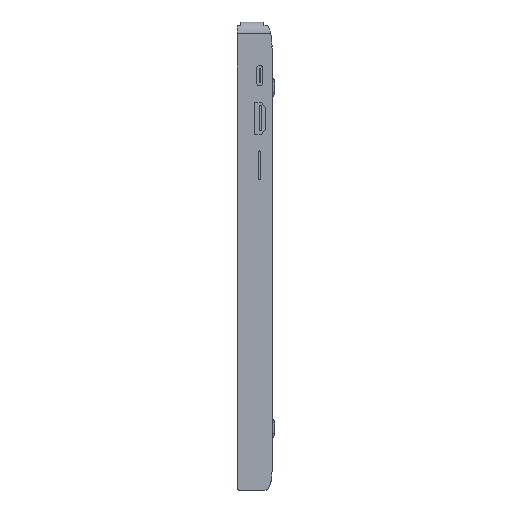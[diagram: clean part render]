
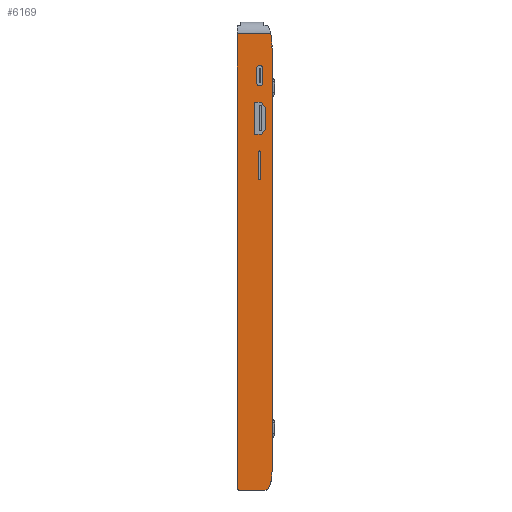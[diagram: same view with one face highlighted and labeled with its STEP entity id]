
A CAD part, left-side view. The second image highlights one B-rep face of the part: STEP entity #6169.
In plain terms, the highlighted planar face has unit normal (-1, 0, 0).
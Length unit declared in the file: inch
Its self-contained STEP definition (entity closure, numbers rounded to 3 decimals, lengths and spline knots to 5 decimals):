
#34=ELLIPSE('',#6555,0.33184,0.10153);
#35=ELLIPSE('',#6556,0.3825,0.09829);
#154=FACE_BOUND('',#980,.T.);
#155=FACE_BOUND('',#981,.T.);
#156=FACE_BOUND('',#982,.T.);
#194=CIRCLE('',#6518,0.02154);
#196=CIRCLE('',#6522,0.02154);
#202=CIRCLE('',#6546,0.0518);
#204=CIRCLE('',#6550,0.0518);
#206=CIRCLE('',#6554,0.02);
#625=FACE_OUTER_BOUND('',#979,.T.);
#979=EDGE_LOOP('',(#4220,#4221,#4222,#4223,#4224,#4225,#4226));
#980=EDGE_LOOP('',(#4227,#4228,#4229,#4230));
#981=EDGE_LOOP('',(#4231,#4232,#4233,#4234,#4235,#4236));
#982=EDGE_LOOP('',(#4237,#4238,#4239,#4240));
#1346=LINE('',#9026,#1966);
#1351=LINE('',#9040,#1971);
#1366=LINE('',#9075,#1986);
#1370=LINE('',#9083,#1990);
#1373=LINE('',#9089,#1993);
#1376=LINE('',#9095,#1996);
#1379=LINE('',#9101,#1999);
#1382=LINE('',#9106,#2002);
#1392=LINE('',#9136,#2012);
#1397=LINE('',#9150,#2017);
#1400=LINE('',#9161,#2020);
#1401=LINE('',#9163,#2021);
#1402=LINE('',#9167,#2022);
#1403=LINE('',#9171,#2023);
#1966=VECTOR('',#7148,0.3937);
#1971=VECTOR('',#7161,0.3937);
#1986=VECTOR('',#7194,0.3937);
#1990=VECTOR('',#7200,0.3937);
#1993=VECTOR('',#7205,0.3937);
#1996=VECTOR('',#7210,0.3937);
#1999=VECTOR('',#7215,0.3937);
#2002=VECTOR('',#7220,0.3937);
#2012=VECTOR('',#7250,0.3937);
#2017=VECTOR('',#7263,0.3937);
#2020=VECTOR('',#7276,0.3937);
#2021=VECTOR('',#7277,0.3937);
#2022=VECTOR('',#7280,0.3937);
#2023=VECTOR('',#7283,0.3937);
#2586=VERTEX_POINT('',#9024);
#2587=VERTEX_POINT('',#9025);
#2590=VERTEX_POINT('',#9033);
#2592=VERTEX_POINT('',#9039);
#2602=VERTEX_POINT('',#9073);
#2603=VERTEX_POINT('',#9074);
#2606=VERTEX_POINT('',#9082);
#2608=VERTEX_POINT('',#9088);
#2610=VERTEX_POINT('',#9094);
#2612=VERTEX_POINT('',#9100);
#2622=VERTEX_POINT('',#9134);
#2623=VERTEX_POINT('',#9135);
#2626=VERTEX_POINT('',#9143);
#2628=VERTEX_POINT('',#9149);
#2630=VERTEX_POINT('',#9159);
#2631=VERTEX_POINT('',#9160);
#2632=VERTEX_POINT('',#9162);
#2633=VERTEX_POINT('',#9164);
#2634=VERTEX_POINT('',#9166);
#2635=VERTEX_POINT('',#9168);
#2636=VERTEX_POINT('',#9170);
#3194=EDGE_CURVE('',#2586,#2587,#1346,.T.);
#3198=EDGE_CURVE('',#2590,#2586,#194,.T.);
#3201=EDGE_CURVE('',#2592,#2590,#1351,.T.);
#3204=EDGE_CURVE('',#2587,#2592,#196,.T.);
#3218=EDGE_CURVE('',#2602,#2603,#1366,.T.);
#3222=EDGE_CURVE('',#2606,#2602,#1370,.T.);
#3225=EDGE_CURVE('',#2608,#2606,#1373,.T.);
#3228=EDGE_CURVE('',#2610,#2608,#1376,.T.);
#3231=EDGE_CURVE('',#2612,#2610,#1379,.T.);
#3234=EDGE_CURVE('',#2603,#2612,#1382,.T.);
#3248=EDGE_CURVE('',#2622,#2623,#1392,.T.);
#3252=EDGE_CURVE('',#2626,#2622,#202,.T.);
#3255=EDGE_CURVE('',#2628,#2626,#1397,.T.);
#3258=EDGE_CURVE('',#2623,#2628,#204,.T.);
#3260=EDGE_CURVE('',#2630,#2631,#1400,.T.);
#3261=EDGE_CURVE('',#2630,#2632,#1401,.T.);
#3262=EDGE_CURVE('',#2632,#2633,#206,.T.);
#3263=EDGE_CURVE('',#2633,#2634,#1402,.T.);
#3264=EDGE_CURVE('',#2634,#2635,#34,.T.);
#3265=EDGE_CURVE('',#2635,#2636,#1403,.T.);
#3266=EDGE_CURVE('',#2636,#2631,#35,.T.);
#4220=ORIENTED_EDGE('',*,*,#3260,.F.);
#4221=ORIENTED_EDGE('',*,*,#3261,.T.);
#4222=ORIENTED_EDGE('',*,*,#3262,.T.);
#4223=ORIENTED_EDGE('',*,*,#3263,.T.);
#4224=ORIENTED_EDGE('',*,*,#3264,.T.);
#4225=ORIENTED_EDGE('',*,*,#3265,.T.);
#4226=ORIENTED_EDGE('',*,*,#3266,.T.);
#4227=ORIENTED_EDGE('',*,*,#3194,.T.);
#4228=ORIENTED_EDGE('',*,*,#3204,.T.);
#4229=ORIENTED_EDGE('',*,*,#3201,.T.);
#4230=ORIENTED_EDGE('',*,*,#3198,.T.);
#4231=ORIENTED_EDGE('',*,*,#3218,.T.);
#4232=ORIENTED_EDGE('',*,*,#3234,.T.);
#4233=ORIENTED_EDGE('',*,*,#3231,.T.);
#4234=ORIENTED_EDGE('',*,*,#3228,.T.);
#4235=ORIENTED_EDGE('',*,*,#3225,.T.);
#4236=ORIENTED_EDGE('',*,*,#3222,.T.);
#4237=ORIENTED_EDGE('',*,*,#3248,.T.);
#4238=ORIENTED_EDGE('',*,*,#3258,.T.);
#4239=ORIENTED_EDGE('',*,*,#3255,.T.);
#4240=ORIENTED_EDGE('',*,*,#3252,.T.);
#5961=PLANE('',#6553);
#6169=ADVANCED_FACE('',(#625,#154,#155,#156),#5961,.F.);
#6518=AXIS2_PLACEMENT_3D('',#9034,#7154,#7155);
#6522=AXIS2_PLACEMENT_3D('',#9045,#7166,#7167);
#6546=AXIS2_PLACEMENT_3D('',#9144,#7256,#7257);
#6550=AXIS2_PLACEMENT_3D('',#9155,#7268,#7269);
#6553=AXIS2_PLACEMENT_3D('',#9158,#7274,#7275);
#6554=AXIS2_PLACEMENT_3D('',#9165,#7278,#7279);
#6555=AXIS2_PLACEMENT_3D('',#9169,#7281,#7282);
#6556=AXIS2_PLACEMENT_3D('',#9172,#7284,#7285);
#7148=DIRECTION('',(0.,0.,1.));
#7154=DIRECTION('center_axis',(1.,0.,0.));
#7155=DIRECTION('ref_axis',(0.,1.,0.));
#7161=DIRECTION('',(0.,0.,-1.));
#7166=DIRECTION('center_axis',(1.,0.,0.));
#7167=DIRECTION('ref_axis',(0.,-1.,0.));
#7194=DIRECTION('',(0.,1.,0.));
#7200=DIRECTION('',(0.,0.625,-0.78));
#7205=DIRECTION('',(0.,0.,-1.));
#7210=DIRECTION('',(0.,-0.625,-0.78));
#7215=DIRECTION('',(0.,-1.,0.));
#7220=DIRECTION('',(0.,0.,1.));
#7250=DIRECTION('',(0.,0.,1.));
#7256=DIRECTION('center_axis',(1.,0.,0.));
#7257=DIRECTION('ref_axis',(0.,1.,0.));
#7263=DIRECTION('',(0.,0.,-1.));
#7268=DIRECTION('center_axis',(1.,0.,0.));
#7269=DIRECTION('ref_axis',(0.,-1.,0.));
#7274=DIRECTION('center_axis',(1.,0.,0.));
#7275=DIRECTION('ref_axis',(0.,0.,-1.));
#7276=DIRECTION('',(0.,-1.,0.));
#7277=DIRECTION('',(0.,0.,-1.));
#7278=DIRECTION('center_axis',(-1.,0.,0.));
#7279=DIRECTION('ref_axis',(0.,0.,-1.));
#7280=DIRECTION('',(0.,-1.,0.));
#7281=DIRECTION('center_axis',(-1.,0.,0.));
#7282=DIRECTION('ref_axis',(0.,0.,-1.));
#7283=DIRECTION('',(0.,0.,1.));
#7284=DIRECTION('center_axis',(-1.,0.,0.));
#7285=DIRECTION('ref_axis',(0.,0.,1.));
#9024=CARTESIAN_POINT('',(-5.8189,-0.0386,1.29937));
#9025=CARTESIAN_POINT('',(-5.8189,-0.0386,1.73816));
#9026=CARTESIAN_POINT('',(-5.8189,-0.0386,0.64968));
#9033=CARTESIAN_POINT('',(-5.8189,-0.08168,1.29937));
#9034=CARTESIAN_POINT('Origin',(-5.8189,-0.06014,1.29937));
#9039=CARTESIAN_POINT('',(-5.8189,-0.08168,1.73816));
#9040=CARTESIAN_POINT('',(-5.8189,-0.08168,0.86908));
#9045=CARTESIAN_POINT('Origin',(-5.8189,-0.06014,1.73816));
#9073=CARTESIAN_POINT('',(-5.8189,-0.08857,2.03609));
#9074=CARTESIAN_POINT('',(-5.8189,0.02634,2.03609));
#9075=CARTESIAN_POINT('',(-5.8189,-0.03406,2.03609));
#9082=CARTESIAN_POINT('',(-5.8189,-0.15732,2.1219));
#9083=CARTESIAN_POINT('',(-5.8189,0.39515,1.43239));
#9088=CARTESIAN_POINT('',(-5.8189,-0.15732,2.49391));
#9089=CARTESIAN_POINT('',(-5.8189,-0.15732,1.24695));
#9094=CARTESIAN_POINT('',(-5.8189,-0.08857,2.57972));
#9095=CARTESIAN_POINT('',(-5.8189,-0.69667,1.82077));
#9100=CARTESIAN_POINT('',(-5.8189,0.02634,2.57972));
#9101=CARTESIAN_POINT('',(-5.8189,0.02339,2.57972));
#9106=CARTESIAN_POINT('',(-5.8189,0.02634,1.01805));
#9134=CARTESIAN_POINT('',(-5.8189,-0.01119,2.89994));
#9135=CARTESIAN_POINT('',(-5.8189,-0.01119,3.14061));
#9136=CARTESIAN_POINT('',(-5.8189,-0.01119,1.44997));
#9143=CARTESIAN_POINT('',(-5.8189,-0.1148,2.89994));
#9144=CARTESIAN_POINT('Origin',(-5.8189,-0.063,2.89994));
#9149=CARTESIAN_POINT('',(-5.8189,-0.1148,3.14061));
#9150=CARTESIAN_POINT('',(-5.8189,-0.1148,1.5703));
#9155=CARTESIAN_POINT('Origin',(-5.8189,-0.063,3.14061));
#9158=CARTESIAN_POINT('Origin',(-5.8189,0.02045,0.));
#9159=CARTESIAN_POINT('',(-5.8189,0.31012,3.72033));
#9160=CARTESIAN_POINT('',(-5.8189,-0.24791,3.72033));
#9161=CARTESIAN_POINT('',(-5.8189,-0.26921,3.72033));
#9162=CARTESIAN_POINT('',(-5.8189,0.31012,-3.90033));
#9163=CARTESIAN_POINT('',(-5.8189,0.31012,-3.90033));
#9164=CARTESIAN_POINT('',(-5.8189,0.29012,-3.92033));
#9165=CARTESIAN_POINT('Origin',(-5.8189,0.29012,-3.90033));
#9166=CARTESIAN_POINT('',(-5.8189,-0.16768,-3.92033));
#9167=CARTESIAN_POINT('',(-5.8189,-0.16768,-3.92033));
#9168=CARTESIAN_POINT('',(-5.8189,-0.26921,-3.58849));
#9169=CARTESIAN_POINT('Origin',(-5.8189,-0.16768,-3.58849));
#9170=CARTESIAN_POINT('',(-5.8189,-0.26921,3.48254));
#9171=CARTESIAN_POINT('',(-5.8189,-0.26921,3.48254));
#9172=CARTESIAN_POINT('Origin',(-5.8189,-0.17092,3.48254));
